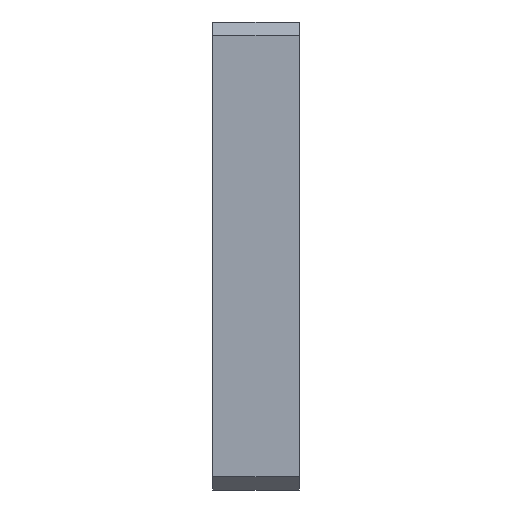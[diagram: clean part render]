
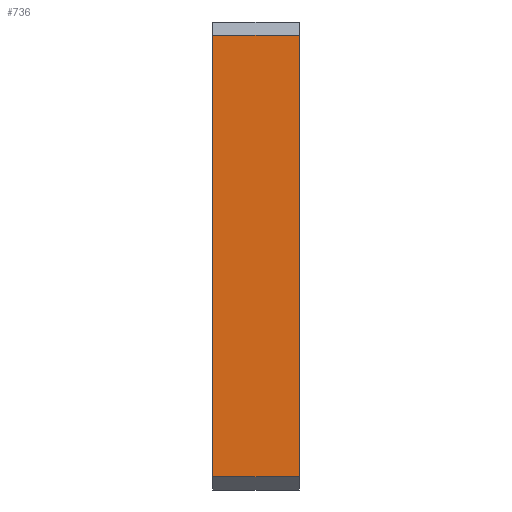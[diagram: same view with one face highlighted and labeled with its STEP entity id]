
A CAD part, left-side view. The second image highlights one B-rep face of the part: STEP entity #736.
In plain terms, the highlighted planar face has unit normal (-1, 0, 0).
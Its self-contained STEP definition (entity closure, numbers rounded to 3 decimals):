
#10 = VECTOR ( 'NONE', #360, 1000. ) ;
#17 = ORIENTED_EDGE ( 'NONE', *, *, #760, .F. ) ;
#121 = VERTEX_POINT ( 'NONE', #330 ) ;
#132 = ORIENTED_EDGE ( 'NONE', *, *, #331, .F. ) ;
#170 = LINE ( 'NONE', #816, #189 ) ;
#178 = EDGE_CURVE ( 'NONE', #844, #804, #170, .T. ) ;
#189 = VECTOR ( 'NONE', #600, 1000. ) ;
#192 = CARTESIAN_POINT ( 'NONE',  ( -35., 6.5, 33. ) ) ;
#320 = ORIENTED_EDGE ( 'NONE', *, *, #568, .T. ) ;
#330 = CARTESIAN_POINT ( 'NONE',  ( -35., 6.5, 33. ) ) ;
#331 = EDGE_CURVE ( 'NONE', #121, #873, #565, .T. ) ;
#360 = DIRECTION ( 'NONE',  ( 0., 0., 1. ) ) ;
#387 = EDGE_LOOP ( 'NONE', ( #320, #132, #17, #701 ) ) ;
#405 = DIRECTION ( 'NONE',  ( 0., 0., -1. ) ) ;
#468 = CARTESIAN_POINT ( 'NONE',  ( -35., 6.5, 33. ) ) ;
#484 = CARTESIAN_POINT ( 'NONE',  ( -35., -6.5, -33. ) ) ;
#519 = LINE ( 'NONE', #468, #875 ) ;
#529 = CARTESIAN_POINT ( 'NONE',  ( -35., 6.5, 33. ) ) ;
#565 = LINE ( 'NONE', #529, #918 ) ;
#568 = EDGE_CURVE ( 'NONE', #804, #873, #577, .T. ) ;
#577 = LINE ( 'NONE', #914, #10 ) ;
#587 = FACE_OUTER_BOUND ( 'NONE', #387, .T. ) ;
#600 = DIRECTION ( 'NONE',  ( 0., -1., 0. ) ) ;
#617 = PLANE ( 'NONE',  #637 ) ;
#637 = AXIS2_PLACEMENT_3D ( 'NONE', #192, #688, #405 ) ;
#688 = DIRECTION ( 'NONE',  ( 1., 0., 0. ) ) ;
#701 = ORIENTED_EDGE ( 'NONE', *, *, #178, .T. ) ;
#736 = ADVANCED_FACE ( 'NONE', ( #587 ), #617, .F. ) ;
#753 = DIRECTION ( 'NONE',  ( 0., 0., 1. ) ) ;
#756 = DIRECTION ( 'NONE',  ( 0., -1., 0. ) ) ;
#760 = EDGE_CURVE ( 'NONE', #844, #121, #519, .T. ) ;
#795 = CARTESIAN_POINT ( 'NONE',  ( -35., 6.5, -33. ) ) ;
#804 = VERTEX_POINT ( 'NONE', #484 ) ;
#816 = CARTESIAN_POINT ( 'NONE',  ( -35., 6.5, -33. ) ) ;
#844 = VERTEX_POINT ( 'NONE', #795 ) ;
#849 = CARTESIAN_POINT ( 'NONE',  ( -35., -6.5, 33. ) ) ;
#873 = VERTEX_POINT ( 'NONE', #849 ) ;
#875 = VECTOR ( 'NONE', #753, 1000. ) ;
#914 = CARTESIAN_POINT ( 'NONE',  ( -35., -6.5, 33. ) ) ;
#918 = VECTOR ( 'NONE', #756, 1000. ) ;
